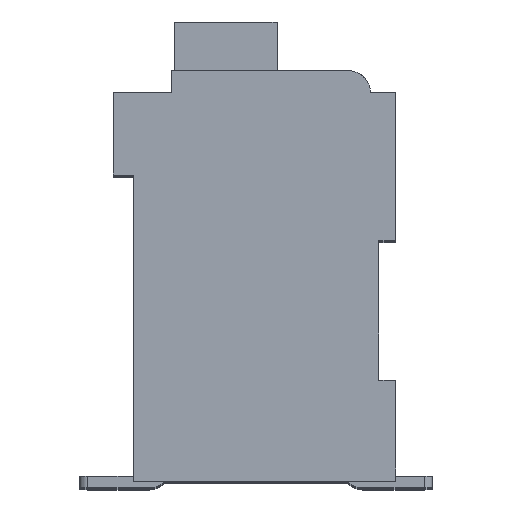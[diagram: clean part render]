
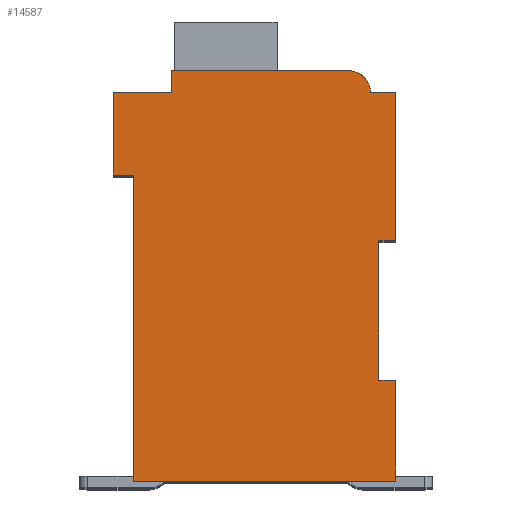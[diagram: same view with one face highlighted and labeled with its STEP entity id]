
A CAD part, top view. The second image highlights one B-rep face of the part: STEP entity #14587.
In plain terms, the highlighted planar face has unit normal (0, 0, 1).
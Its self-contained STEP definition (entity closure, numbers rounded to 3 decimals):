
#2396=DIRECTION('',(1.,0.,0.));
#2397=VECTOR('',#2396,0.5);
#2398=CARTESIAN_POINT('',(7.3,7.15,2.1));
#2399=LINE('',#2398,#2397);
#2400=DIRECTION('',(0.,1.,0.));
#2401=VECTOR('',#2400,4.15);
#2402=CARTESIAN_POINT('',(7.3,3.,2.1));
#2403=LINE('',#2402,#2401);
#2404=DIRECTION('',(-1.,0.,0.));
#2405=VECTOR('',#2404,0.5);
#2406=CARTESIAN_POINT('',(7.8,3.,2.1));
#2407=LINE('',#2406,#2405);
#2408=DIRECTION('',(0.,1.,0.));
#2409=VECTOR('',#2408,3.);
#2410=CARTESIAN_POINT('',(7.8,0.,2.1));
#2411=LINE('',#2410,#2409);
#2412=DIRECTION('',(1.,0.,0.));
#2413=VECTOR('',#2412,7.8);
#2414=CARTESIAN_POINT('',(0.,0.,2.1));
#2415=LINE('',#2414,#2413);
#2416=DIRECTION('',(0.,-1.,0.));
#2417=VECTOR('',#2416,9.1);
#2418=CARTESIAN_POINT('',(0.,9.1,2.1));
#2419=LINE('',#2418,#2417);
#2420=DIRECTION('',(1.,0.,0.));
#2421=VECTOR('',#2420,0.6);
#2422=CARTESIAN_POINT('',(-0.6,9.1,2.1));
#2423=LINE('',#2422,#2421);
#2424=DIRECTION('',(0.,-1.,0.));
#2425=VECTOR('',#2424,2.45);
#2426=CARTESIAN_POINT('',(-0.6,11.55,2.1));
#2427=LINE('',#2426,#2425);
#2428=DIRECTION('',(-1.,0.,0.));
#2429=VECTOR('',#2428,1.75);
#2430=CARTESIAN_POINT('',(1.15,11.55,2.1));
#2431=LINE('',#2430,#2429);
#2432=DIRECTION('',(0.,-1.,0.));
#2433=VECTOR('',#2432,0.65);
#2434=CARTESIAN_POINT('',(1.15,12.2,2.1));
#2435=LINE('',#2434,#2433);
#2436=DIRECTION('',(-1.,0.,0.));
#2437=VECTOR('',#2436,5.25);
#2438=CARTESIAN_POINT('',(6.4,12.2,2.1));
#2439=LINE('',#2438,#2437);
#2440=CARTESIAN_POINT('',(6.4,11.55,2.1));
#2441=DIRECTION('',(0.,0.,1.));
#2442=DIRECTION('',(1.,0.,0.));
#2443=AXIS2_PLACEMENT_3D('',#2440,#2441,#2442);
#2445=DIRECTION('',(-1.,0.,0.));
#2446=VECTOR('',#2445,0.75);
#2447=CARTESIAN_POINT('',(7.8,11.55,2.1));
#2448=LINE('',#2447,#2446);
#2449=DIRECTION('',(0.,1.,0.));
#2450=VECTOR('',#2449,4.4);
#2451=CARTESIAN_POINT('',(7.8,7.15,2.1));
#2452=LINE('',#2451,#2450);
#9491=CARTESIAN_POINT('',(7.3,7.15,2.1));
#9492=CARTESIAN_POINT('',(7.8,7.15,2.1));
#9493=VERTEX_POINT('',#9491);
#9494=VERTEX_POINT('',#9492);
#9495=CARTESIAN_POINT('',(7.8,11.55,2.1));
#9496=VERTEX_POINT('',#9495);
#9497=CARTESIAN_POINT('',(7.05,11.55,2.1));
#9498=VERTEX_POINT('',#9497);
#9499=CARTESIAN_POINT('',(6.4,12.2,2.1));
#9500=VERTEX_POINT('',#9499);
#9501=CARTESIAN_POINT('',(1.15,12.2,2.1));
#9502=VERTEX_POINT('',#9501);
#9503=CARTESIAN_POINT('',(1.15,11.55,2.1));
#9504=VERTEX_POINT('',#9503);
#9505=CARTESIAN_POINT('',(-0.6,11.55,2.1));
#9506=VERTEX_POINT('',#9505);
#9507=CARTESIAN_POINT('',(-0.6,9.1,2.1));
#9508=VERTEX_POINT('',#9507);
#9509=CARTESIAN_POINT('',(0.,9.1,2.1));
#9510=VERTEX_POINT('',#9509);
#9511=CARTESIAN_POINT('',(0.,0.,2.1));
#9512=VERTEX_POINT('',#9511);
#9513=CARTESIAN_POINT('',(7.8,0.,2.1));
#9514=VERTEX_POINT('',#9513);
#9515=CARTESIAN_POINT('',(7.8,3.,2.1));
#9516=VERTEX_POINT('',#9515);
#9517=CARTESIAN_POINT('',(7.3,3.,2.1));
#9518=VERTEX_POINT('',#9517);
#14563=CARTESIAN_POINT('',(0.,0.,2.1));
#14564=DIRECTION('',(0.,0.,1.));
#14565=DIRECTION('',(1.,0.,0.));
#14566=AXIS2_PLACEMENT_3D('',#14563,#14564,#14565);
#14567=PLANE('',#14566);
#14568=ORIENTED_EDGE('',*,*,#12444,.F.);
#14569=ORIENTED_EDGE('',*,*,#12937,.F.);
#14571=ORIENTED_EDGE('',*,*,#14570,.F.);
#14573=ORIENTED_EDGE('',*,*,#14572,.F.);
#14575=ORIENTED_EDGE('',*,*,#14574,.F.);
#14576=ORIENTED_EDGE('',*,*,#13114,.F.);
#14577=ORIENTED_EDGE('',*,*,#13218,.F.);
#14578=ORIENTED_EDGE('',*,*,#13402,.F.);
#14579=ORIENTED_EDGE('',*,*,#13591,.F.);
#14580=ORIENTED_EDGE('',*,*,#13660,.F.);
#14581=ORIENTED_EDGE('',*,*,#13960,.F.);
#14582=ORIENTED_EDGE('',*,*,#14393,.F.);
#14583=ORIENTED_EDGE('',*,*,#14289,.F.);
#14584=ORIENTED_EDGE('',*,*,#12713,.F.);
#14585=EDGE_LOOP('',(#14568,#14569,#14571,#14573,#14575,#14576,#14577,#14578,
#14579,#14580,#14581,#14582,#14583,#14584));
#14586=FACE_OUTER_BOUND('',#14585,.F.);
#2444=CIRCLE('',#2443,0.65);
#12444=EDGE_CURVE('',#9493,#9494,#2399,.T.);
#12713=EDGE_CURVE('',#9494,#9496,#2452,.T.);
#12937=EDGE_CURVE('',#9518,#9493,#2403,.T.);
#13114=EDGE_CURVE('',#9510,#9512,#2419,.T.);
#13218=EDGE_CURVE('',#9508,#9510,#2423,.T.);
#13402=EDGE_CURVE('',#9506,#9508,#2427,.T.);
#13591=EDGE_CURVE('',#9504,#9506,#2431,.T.);
#13660=EDGE_CURVE('',#9502,#9504,#2435,.T.);
#13960=EDGE_CURVE('',#9500,#9502,#2439,.T.);
#14289=EDGE_CURVE('',#9496,#9498,#2448,.T.);
#14393=EDGE_CURVE('',#9498,#9500,#2444,.T.);
#14570=EDGE_CURVE('',#9516,#9518,#2407,.T.);
#14572=EDGE_CURVE('',#9514,#9516,#2411,.T.);
#14574=EDGE_CURVE('',#9512,#9514,#2415,.T.);
#14587=ADVANCED_FACE('',(#14586),#14567,.T.);
